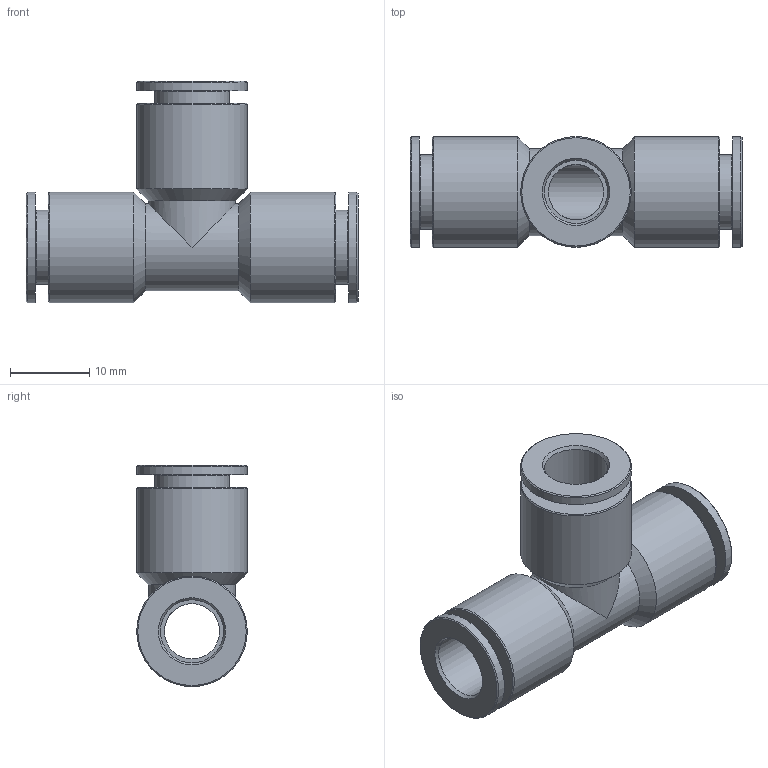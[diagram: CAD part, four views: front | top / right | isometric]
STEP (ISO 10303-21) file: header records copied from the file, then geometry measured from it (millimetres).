
FILE_DESCRIPTION(/* description */ ('STEP AP214'),/* implementation_level */ '2;1');
FILE_NAME(/* name */ '558788_NPQM-T-Q8-E-P10',/* time_stamp */ '2024-09-13T07:16:43+02:00',/* author */ ('License CC BY-ND 4.0'),/* organization */ ('CADENAS'),/* preprocessor_version */ 'ST-DEVELOPER v19.3',/* originating_system */ 'PARTsolutions',/* authorisation */ ' ');
FILE_SCHEMA (('AUTOMOTIVE_DESIGN {1 0 10303 214 3 1 1}'));
Length unit declared in the file: millimetre
Products named in the file (1): 558788 NPQM-T-Q8-E-P10
Bounding box: 42 x 14 x 28 mm (x, y, z)
Volume: 4786.1 mm3; surface area: 4598.9 mm2
Topology: 1 solids, 1 shells, 43 faces, 79 edges, 48 vertices
Faces by surface type: cylinder 16, cone 15, plane 12
Full cylindrical faces by diameter (mm): 7 x2, 8 x3, 9.4 x3, 11 x2, 14 x6
Entity records: 932 total; most frequent: DIRECTION 180, CARTESIAN_POINT 136, ORIENTED_EDGE 92, AXIS2_PLACEMENT_3D 90, EDGE_LOOP 88, FACE_BOUND 88, EDGE_CURVE 46, VERTEX_POINT 46
